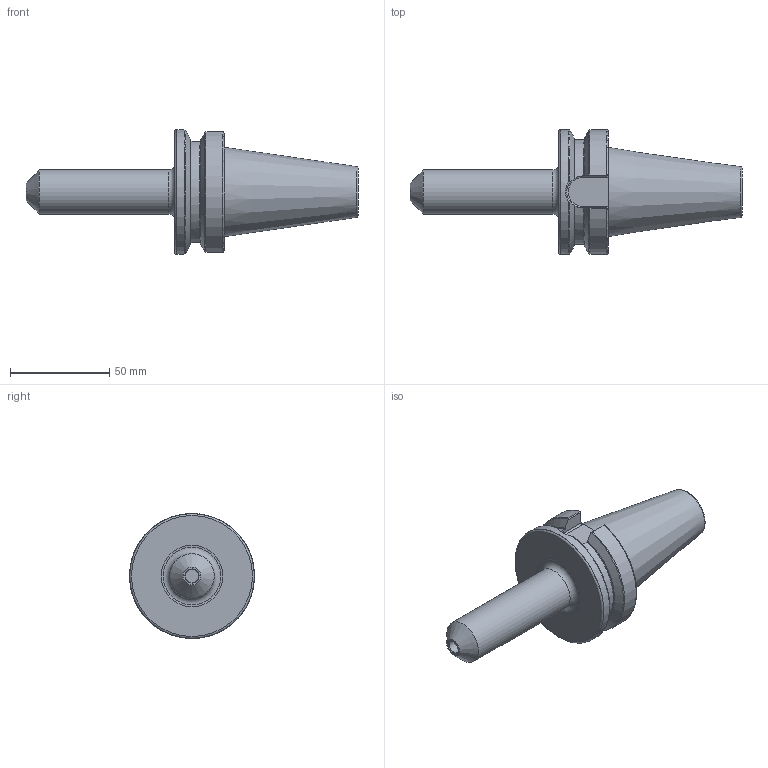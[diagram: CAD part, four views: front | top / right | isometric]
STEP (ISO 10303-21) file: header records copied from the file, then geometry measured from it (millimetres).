
FILE_DESCRIPTION(/* description */ (''),/* implementation_level */ '2;1');
FILE_NAME(/* name */ 'ABT40-MM-06-102.stp',/* time_stamp */ '2024-11-18T08:39:07+03:00',/* author */ (''),/* organization */ (''),/* preprocessor_version */ 'ST-DEVELOPER v19.4',/* originating_system */ 'SIEMENS PLM Software NX2306.9102',/* authorisation */ '');
FILE_SCHEMA (('AUTOMOTIVE_DESIGN { 1 0 10303 214 3 1 1 1 }'));
Length unit declared in the file: millimetre
Products named in the file (1): ABT40-MM-06-102-LIGHT
Bounding box: 167.4 x 62.99 x 63 mm (x, y, z)
Volume: 162416.9 mm3; surface area: 23571.6 mm2
Topology: 1 solids, 1 shells, 75 faces, 192 edges, 123 vertices
Faces by surface type: plane 24, cylinder 19, torus 16, cone 14, bspline 2
Full cylindrical faces by diameter (mm): 4 x1, 6.5 x1, 10 x1, 22.5 x1, 63 x1
Entity records: 2540 total; most frequent: CARTESIAN_POINT 855, ORIENTED_EDGE 338, DIRECTION 328, EDGE_CURVE 169, AXIS2_PLACEMENT_3D 137, VERTEX_POINT 118, EDGE_LOOP 96, ADVANCED_FACE 75
